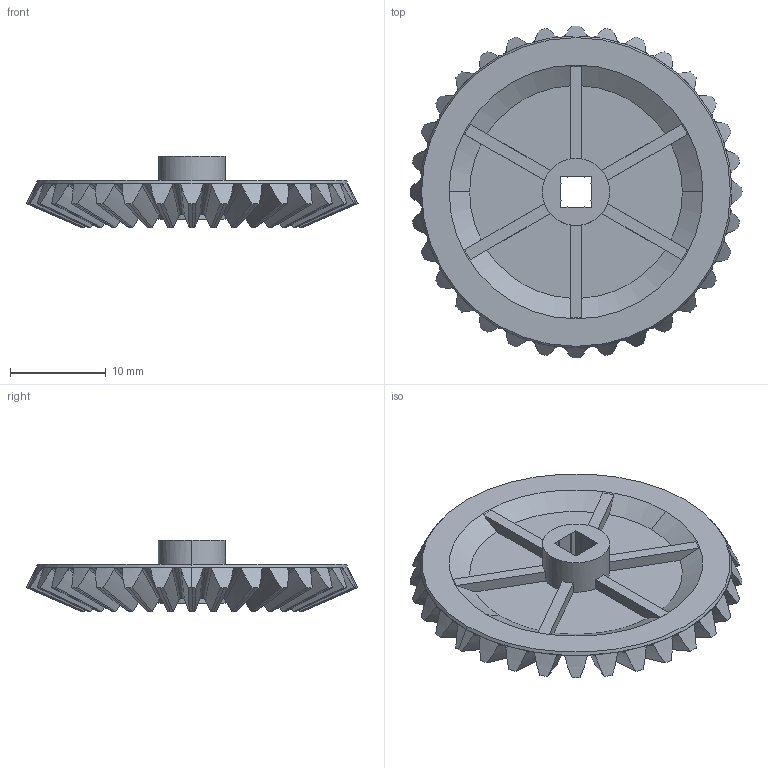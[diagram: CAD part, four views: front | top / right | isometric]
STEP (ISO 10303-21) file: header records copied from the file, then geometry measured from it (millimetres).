
FILE_DESCRIPTION (( 'STEP AP214' ), '1' );
FILE_NAME ('276-2045-052 Rev1.STEP', '2015-09-21T17:56:33', ( 'svradm' ), ( '' ), 'SwSTEP 2.0', 'SolidWorks 2015', '' );
FILE_SCHEMA (( 'AUTOMOTIVE_DESIGN' ));
Length unit declared in the file: inch
Products named in the file (1): 276-2045-052 Rev1
Bounding box: 34.63 x 34.63 x 7.44 mm (x, y, z)
Volume: 2134.1 mm3; surface area: 3808.4 mm2
Topology: 33 solids, 33 shells, 390 faces, 962 edges, 640 vertices
Faces by surface type: bspline 256, cone 74, plane 56, cylinder 4
Entity records: 18861 total; most frequent: CARTESIAN_POINT 11146, ORIENTED_EDGE 1924, EDGE_CURVE 962, DIRECTION 657, VERTEX_POINT 640, B_SPLINE_CURVE_WITH_KNOTS 619, EDGE_LOOP 394, FACE_OUTER_BOUND 390
